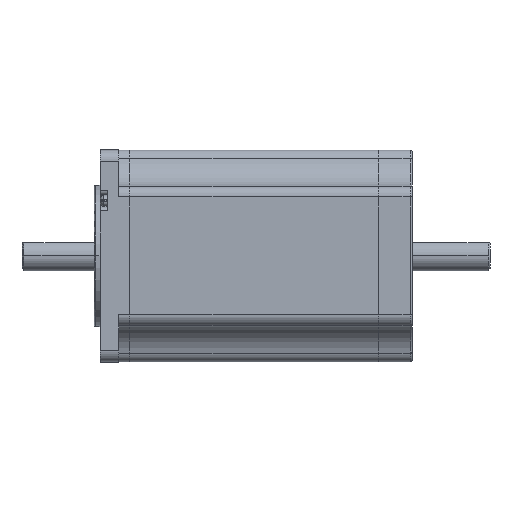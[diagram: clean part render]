
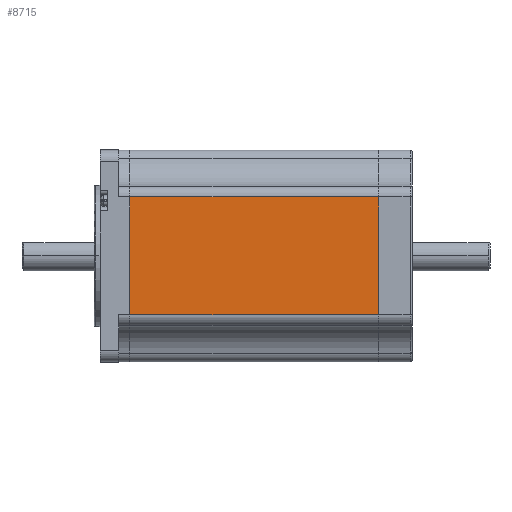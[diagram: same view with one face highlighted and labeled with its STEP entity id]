
A CAD part, top view. The second image highlights one B-rep face of the part: STEP entity #8715.
In plain terms, the highlighted planar face has unit normal (0, 0, 1).
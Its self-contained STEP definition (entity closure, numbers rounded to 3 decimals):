
#176 = EDGE_CURVE ( 'NONE', #4919, #7345, #8770, .T. ) ;
#449 = VERTEX_POINT ( 'NONE', #3376 ) ;
#504 = DIRECTION ( 'NONE',  ( 1., 0., 0. ) ) ;
#592 = FACE_OUTER_BOUND ( 'NONE', #6999, .T. ) ;
#1753 = CARTESIAN_POINT ( 'NONE',  ( -9., 15.851, 28.5 ) ) ;
#2140 = EDGE_CURVE ( 'NONE', #449, #4919, #4790, .T. ) ;
#2279 = DIRECTION ( 'NONE',  ( -1., 0., 0. ) ) ;
#2319 = CARTESIAN_POINT ( 'NONE',  ( -9., -15.851, 28.5 ) ) ;
#2342 = ORIENTED_EDGE ( 'NONE', *, *, #176, .T. ) ;
#2603 = VECTOR ( 'NONE', #3231, 1000. ) ;
#3231 = DIRECTION ( 'NONE',  ( 0., -1., 0. ) ) ;
#3264 = VECTOR ( 'NONE', #504, 1000. ) ;
#3376 = CARTESIAN_POINT ( 'NONE',  ( -76., 15.851, 28.5 ) ) ;
#3551 = VECTOR ( 'NONE', #2279, 1000. ) ;
#4175 = CARTESIAN_POINT ( 'NONE',  ( -76., -15.851, 28.5 ) ) ;
#4484 = LINE ( 'NONE', #9369, #3551 ) ;
#4682 = ORIENTED_EDGE ( 'NONE', *, *, #4806, .T. ) ;
#4790 = LINE ( 'NONE', #5559, #2603 ) ;
#4806 = EDGE_CURVE ( 'NONE', #7345, #6139, #10502, .T. ) ;
#4822 = VECTOR ( 'NONE', #5600, 1000. ) ;
#4919 = VERTEX_POINT ( 'NONE', #4175 ) ;
#5441 = DIRECTION ( 'NONE',  ( 0., 0., 1. ) ) ;
#5559 = CARTESIAN_POINT ( 'NONE',  ( -76., -28.5, 28.5 ) ) ;
#5600 = DIRECTION ( 'NONE',  ( 0., 1., 0. ) ) ;
#5646 = CARTESIAN_POINT ( 'NONE',  ( -9., -28.5, 28.5 ) ) ;
#5715 = EDGE_CURVE ( 'NONE', #6139, #449, #4484, .T. ) ;
#6139 = VERTEX_POINT ( 'NONE', #1753 ) ;
#6366 = PLANE ( 'NONE',  #10166 ) ;
#6975 = CARTESIAN_POINT ( 'NONE',  ( 0., -15.851, 28.5 ) ) ;
#6999 = EDGE_LOOP ( 'NONE', ( #9125, #8432, #2342, #4682 ) ) ;
#7345 = VERTEX_POINT ( 'NONE', #2319 ) ;
#8432 = ORIENTED_EDGE ( 'NONE', *, *, #2140, .T. ) ;
#8715 = ADVANCED_FACE ( 'NONE', ( #592 ), #6366, .T. ) ;
#8770 = LINE ( 'NONE', #6975, #3264 ) ;
#9125 = ORIENTED_EDGE ( 'NONE', *, *, #5715, .T. ) ;
#9369 = CARTESIAN_POINT ( 'NONE',  ( -9., 15.851, 28.5 ) ) ;
#9565 = CARTESIAN_POINT ( 'NONE',  ( -9., -28.5, 28.5 ) ) ;
#9615 = DIRECTION ( 'NONE',  ( 1., 0., 0. ) ) ;
#10166 = AXIS2_PLACEMENT_3D ( 'NONE', #9565, #5441, #9615 ) ;
#10502 = LINE ( 'NONE', #5646, #4822 ) ;
